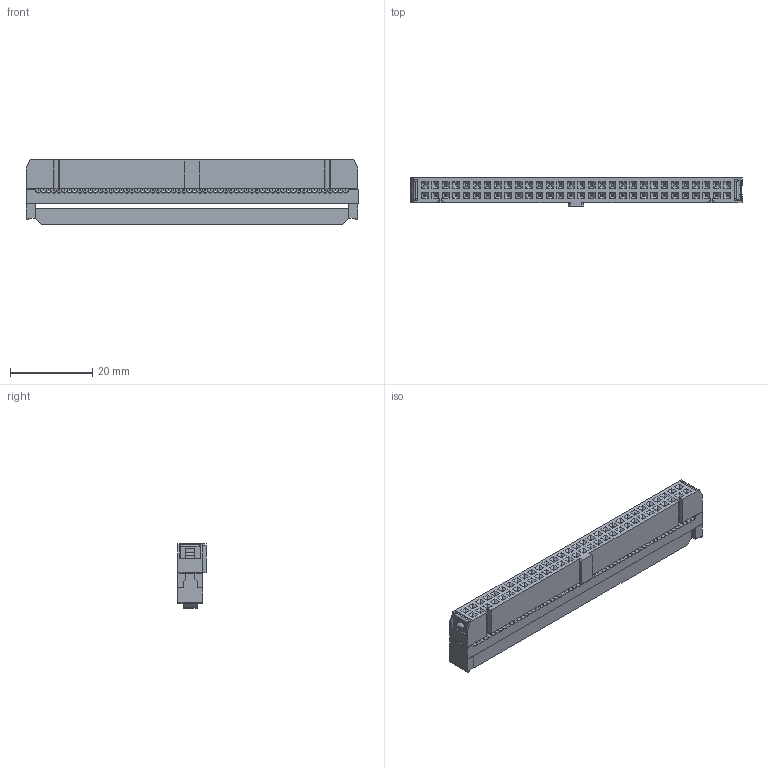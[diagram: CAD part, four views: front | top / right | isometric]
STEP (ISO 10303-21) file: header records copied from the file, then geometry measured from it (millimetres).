
FILE_DESCRIPTION( ( 'Unknown' ), '1' );
FILE_NAME( '61206023021_catch.stp', 'Unknown', ( 'Quentin LAIDEBEUR' ), ( 'WE' ), 'PSStep 15.0.49', 'Sample-box', ' ' );
FILE_SCHEMA( ( 'AUTOMOTIVE_DESIGN { 1 0 10303 214 1 1 1 1 }' ) );
Length unit declared in the file: millimetre
Products named in the file (5): Assem1; Gehäuse; Kabelklemme; Pin; Verschluss
Assembly tree (63 placements, depth 2):
  Assem1
    Gehäuse
    Kabelklemme
    Pin  x60
    Verschluss
Bounding box: 80.88 x 6.86 x 15.7 mm (x, y, z)
Volume: 5482.6 mm3; surface area: 9833.5 mm2
Topology: 63 solids, 63 shells, 3309 faces, 9082 edges, 5894 vertices
Faces by surface type: plane 2522, cylinder 762, extrusion 13, bspline 4, sphere 4, torus 4
Entity records: 64114 total; most frequent: CARTESIAN_POINT 9800, ORIENTED_EDGE 8830, DIRECTION 8058, EDGE_CURVE 4415, VECTOR 3952, LINE 3939, VERTEX_POINT 2826, AXIS2_PLACEMENT_3D 2053
